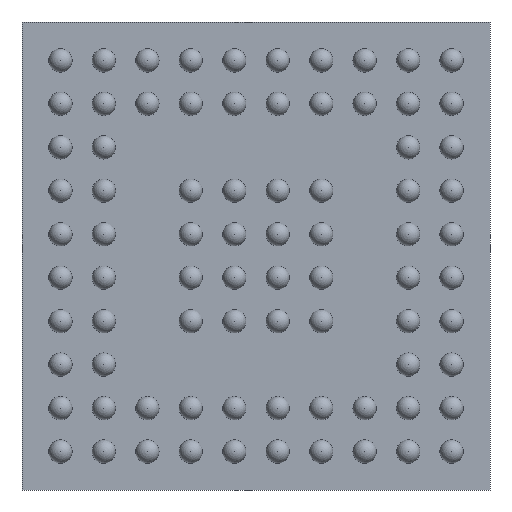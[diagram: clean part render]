
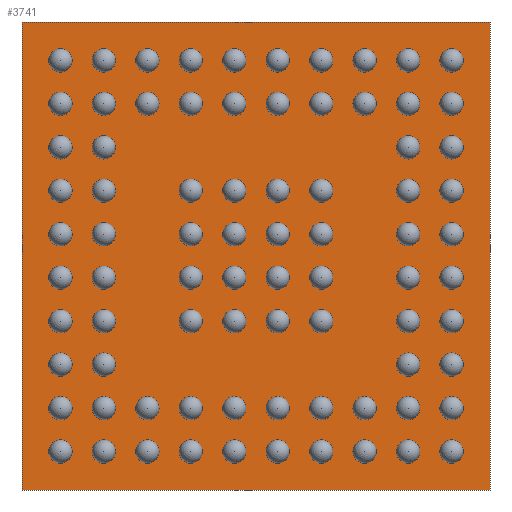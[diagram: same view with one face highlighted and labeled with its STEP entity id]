
A CAD part, front view. The second image highlights one B-rep face of the part: STEP entity #3741.
In plain terms, the highlighted planar face has unit normal (0, -1, 0).
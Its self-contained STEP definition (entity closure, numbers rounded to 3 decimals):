
#314 = VERTEX_POINT ( 'NONE', #3238 ) ;
#446 = VERTEX_POINT ( 'NONE', #5586 ) ;
#514 = DIRECTION ( 'NONE',  ( 1., 0., 0. ) ) ;
#535 = FACE_OUTER_BOUND ( 'NONE', #1008, .T. ) ;
#564 = EDGE_CURVE ( 'NONE', #446, #714, #1363, .T. ) ;
#576 = PLANE ( 'NONE',  #1204 ) ;
#714 = VERTEX_POINT ( 'NONE', #4570 ) ;
#792 = ORIENTED_EDGE ( 'NONE', *, *, #5273, .F. ) ;
#1008 = EDGE_LOOP ( 'NONE', ( #1844, #3413, #6025, #792 ) ) ;
#1204 = AXIS2_PLACEMENT_3D ( 'NONE', #4898, #5427, #2800 ) ;
#1363 = LINE ( 'NONE', #2684, #4066 ) ;
#1616 = LINE ( 'NONE', #2871, #6768 ) ;
#1709 = EDGE_CURVE ( 'NONE', #5107, #446, #3310, .T. ) ;
#1830 = CARTESIAN_POINT ( 'NONE',  ( -3.5, 0.3, -3.5 ) ) ;
#1844 = ORIENTED_EDGE ( 'NONE', *, *, #2139, .F. ) ;
#2139 = EDGE_CURVE ( 'NONE', #714, #314, #2746, .T. ) ;
#2306 = CARTESIAN_POINT ( 'NONE',  ( -3.5, 0.3, 3.5 ) ) ;
#2346 = DIRECTION ( 'NONE',  ( 0., 0., 1. ) ) ;
#2684 = CARTESIAN_POINT ( 'NONE',  ( -3.5, 0.3, 3.5 ) ) ;
#2746 = LINE ( 'NONE', #3331, #4089 ) ;
#2800 = DIRECTION ( 'NONE',  ( 0., 0., -1. ) ) ;
#2871 = CARTESIAN_POINT ( 'NONE',  ( -3.5, 0.3, -3.5 ) ) ;
#3238 = CARTESIAN_POINT ( 'NONE',  ( 3.5, 0.3, -3.5 ) ) ;
#3310 = LINE ( 'NONE', #2306, #5402 ) ;
#3331 = CARTESIAN_POINT ( 'NONE',  ( 3.5, 0.3, 3.5 ) ) ;
#3399 = DIRECTION ( 'NONE',  ( -1., 0., 0. ) ) ;
#3413 = ORIENTED_EDGE ( 'NONE', *, *, #564, .F. ) ;
#3741 = ADVANCED_FACE ( 'NONE', ( #535 ), #576, .T. ) ;
#4066 = VECTOR ( 'NONE', #514, 1000. ) ;
#4089 = VECTOR ( 'NONE', #4961, 1000. ) ;
#4570 = CARTESIAN_POINT ( 'NONE',  ( 3.5, 0.3, 3.5 ) ) ;
#4898 = CARTESIAN_POINT ( 'NONE',  ( 0., 0.3, 0. ) ) ;
#4961 = DIRECTION ( 'NONE',  ( 0., 0., -1. ) ) ;
#5107 = VERTEX_POINT ( 'NONE', #1830 ) ;
#5273 = EDGE_CURVE ( 'NONE', #314, #5107, #1616, .T. ) ;
#5402 = VECTOR ( 'NONE', #2346, 1000. ) ;
#5427 = DIRECTION ( 'NONE',  ( 0., -1., 0. ) ) ;
#5586 = CARTESIAN_POINT ( 'NONE',  ( -3.5, 0.3, 3.5 ) ) ;
#6025 = ORIENTED_EDGE ( 'NONE', *, *, #1709, .F. ) ;
#6768 = VECTOR ( 'NONE', #3399, 1000. ) ;
